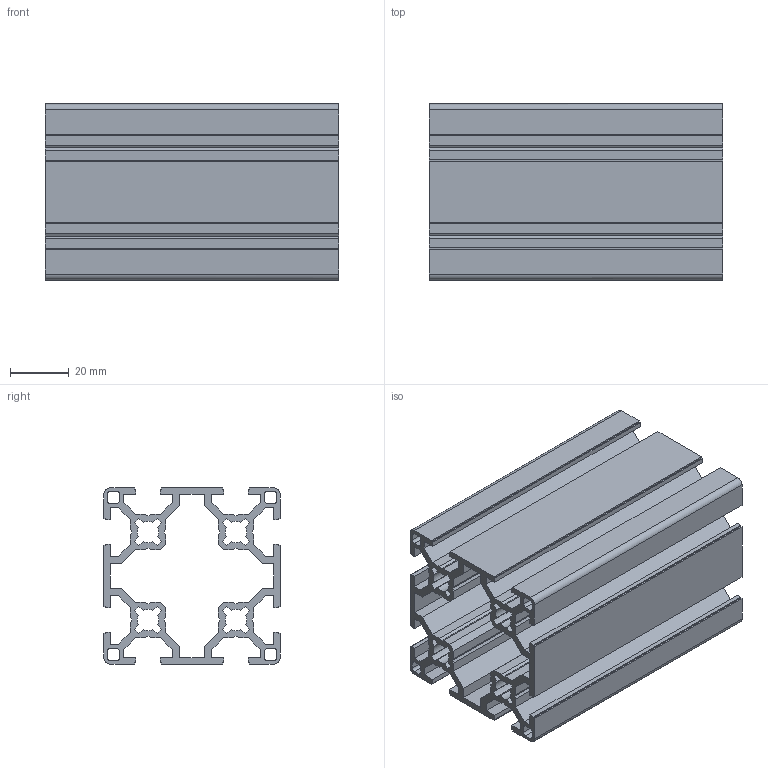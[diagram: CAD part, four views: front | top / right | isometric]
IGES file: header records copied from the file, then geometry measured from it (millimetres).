
Global section: file name: 106068; native system: Autodesk Inventor 2021; preprocessor: unknown; author: Špaček,,; organization: 11; date: 20230124.153600; units: millimetre
Bounding box: 100 x 60 x 60 mm (x, y, z)
Volume: 93134.5 mm3; surface area: 90223.7 mm2
Topology: 1 solids, 1 shells, 298 faces, 888 edges, 592 vertices
Faces by surface type: bspline 298
